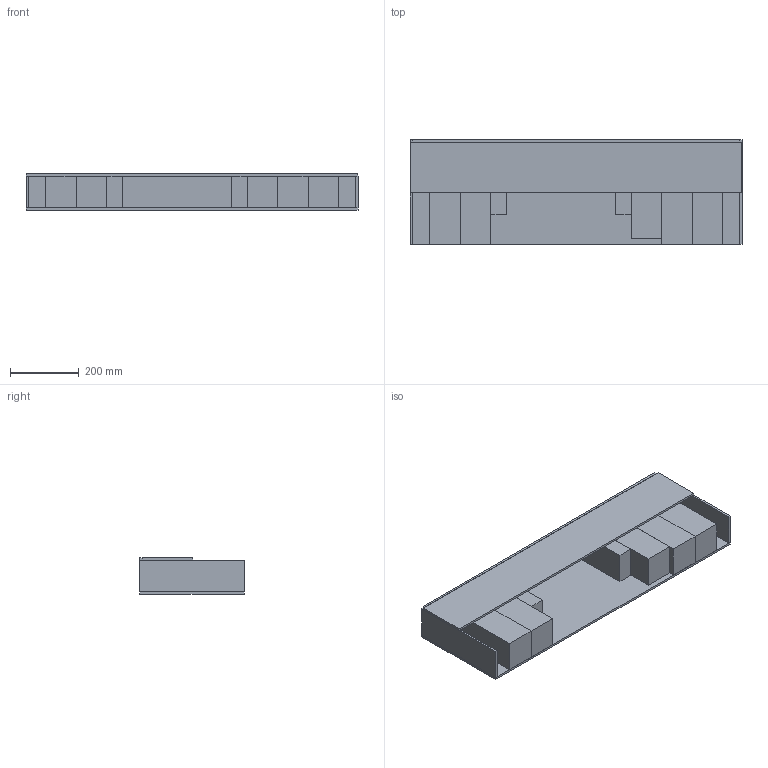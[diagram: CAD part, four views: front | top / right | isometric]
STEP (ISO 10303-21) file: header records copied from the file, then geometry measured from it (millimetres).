
FILE_DESCRIPTION(/* description */ (''),/* implementation_level */ '2;1');
FILE_NAME(/* name */ 'Diseño actual.stp',/* time_stamp */ '2019-07-31T13:22:24-07:00',/* author */ ('david'),/* organization */ (''),/* preprocessor_version */ 'ST-DEVELOPER v16.5',/* originating_system */ 'Autodesk Inventor 2017',/* authorisation */ '');
FILE_SCHEMA (('AUTOMOTIVE_DESIGN { 1 0 10303 214 3 1 1 }'));
Length unit declared in the file: metre
Products named in the file (10): Base 1; Floor RBx; Roof RBx; CM RBx; Back Wall RBx; Wall RBx; RM RBx; CCM RBx; Roof tube; Floor tube
Assembly tree (14 placements, depth 2):
  Base 1
    Floor RBx
    Wall RBx  x2
    Roof RBx
    RM RBx  x4
    CM RBx
    CCM RBx  x2
    Back Wall RBx
    Roof tube
    Floor tube
Bounding box: 965 x 304 x 105.7 mm (x, y, z)
Volume: 17260665.4 mm3; surface area: 1958399.5 mm2
Topology: 12 solids, 12 shells, 72 faces, 177 edges, 162 vertices
Faces by surface type: plane 72
Entity records: 1644 total; most frequent: CARTESIAN_POINT 305, DIRECTION 264, ORIENTED_EDGE 168, LINE 102, VECTOR 102, EDGE_CURVE 84, AXIS2_PLACEMENT_3D 81, VERTEX_POINT 56
